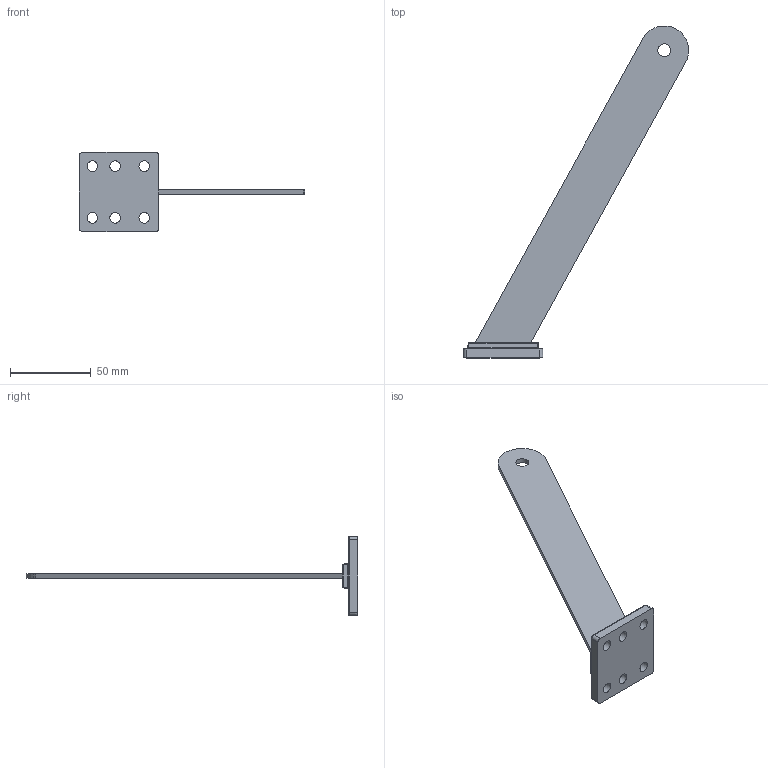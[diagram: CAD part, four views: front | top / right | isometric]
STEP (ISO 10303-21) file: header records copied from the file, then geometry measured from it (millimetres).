
FILE_DESCRIPTION(/* description */ (''),/* implementation_level */ '2;1');
FILE_NAME(/* name */ '3D_100-1275-XX_li.stp',/* time_stamp */ '2022-03-21T07:32:00+01:00',/* author */ ('ps'),/* organization */ (''),/* preprocessor_version */ 'ST-DEVELOPER v18.1',/* originating_system */ 'Autodesk Inventor 2021',/* authorisation */ '');
FILE_SCHEMA (('CONFIG_CONTROL_DESIGN'));
Length unit declared in the file: millimetre
Products named in the file (2): Türanbindung Rahmenfront li; Türanbindung oben
Assembly tree (1 placements, depth 2):
  Türanbindung Rahmenfront li
    Türanbindung oben
Bounding box: 138.97 x 204.97 x 49 mm (x, y, z)
Volume: 34783.1 mm3; surface area: 20903.9 mm2
Topology: 1 solids, 5 shells, 77 faces, 167 edges, 102 vertices
Faces by surface type: cylinder 32, plane 25, bspline 16, sphere 4
Full cylindrical faces by diameter (mm): 6.5 x6, 8 x1
Entity records: 2522 total; most frequent: CARTESIAN_POINT 751, DIRECTION 367, ORIENTED_EDGE 334, EDGE_CURVE 167, AXIS2_PLACEMENT_3D 144, VERTEX_POINT 102, EDGE_LOOP 93, LINE 79
